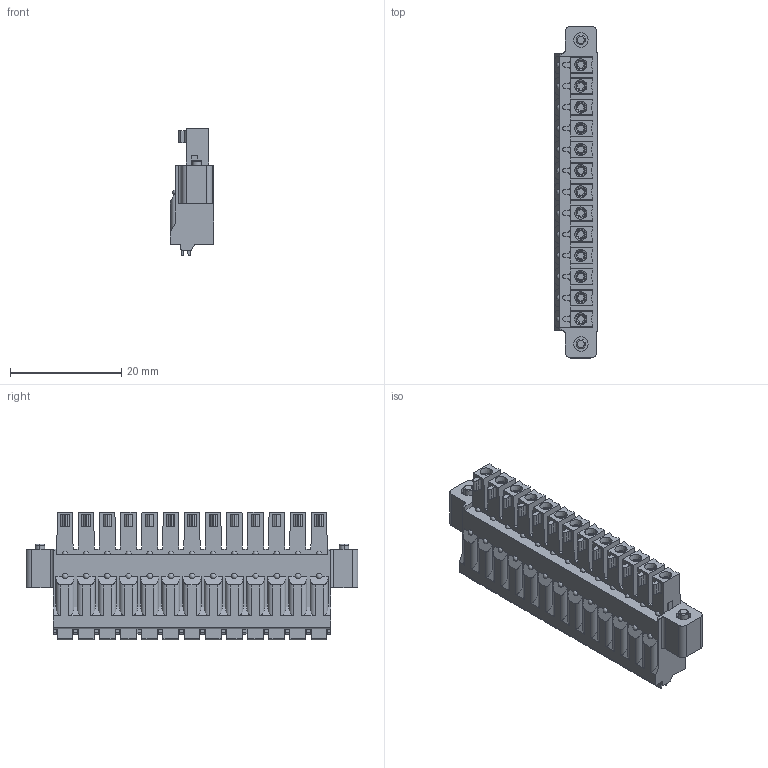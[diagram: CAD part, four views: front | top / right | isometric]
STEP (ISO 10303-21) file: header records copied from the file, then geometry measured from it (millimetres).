
FILE_DESCRIPTION((''),'2;1');
FILE_NAME('TLPSW-107-06P-X','2024-09-24T',('sheji'),(''),'PRO/ENGINEER BY PARAMETRIC TECHNOLOGY CORPORATION, 2015240','PRO/ENGINEER BY PARAMETRIC TECHNOLOGY CORPORATION, 2015240','');
FILE_SCHEMA(('CONFIG_CONTROL_DESIGN'));
Length unit declared in the file: millimetre
Products named in the file (1): TLPSW-107-06P-X
Bounding box: 7.75 x 59.72 x 22.9 mm (x, y, z)
Volume: 6288.6 mm3; surface area: 5058.6 mm2
Topology: 1 solids, 1 shells, 912 faces, 2520 edges, 1658 vertices
Faces by surface type: plane 452, cylinder 322, cone 78, torus 34, sphere 26
Entity records: 29741 total; most frequent: CARTESIAN_POINT 5823, DIRECTION 5148, ORIENTED_EDGE 4988, EDGE_CURVE 2494, AXIS2_PLACEMENT_3D 1854, VERTEX_POINT 1658, VECTOR 1440, LINE 1440
